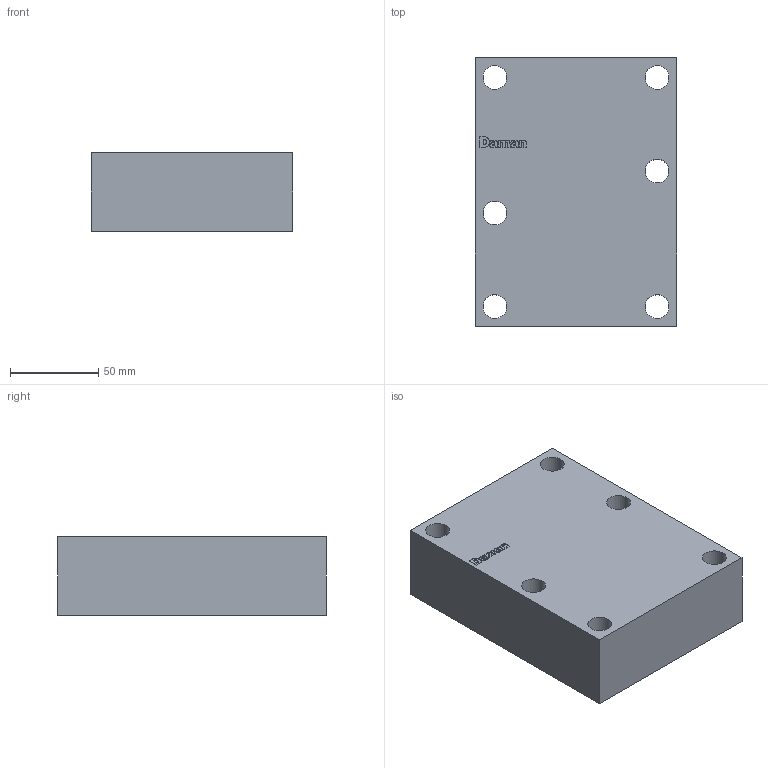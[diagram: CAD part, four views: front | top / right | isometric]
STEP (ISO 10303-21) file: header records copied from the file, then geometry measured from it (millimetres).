
FILE_DESCRIPTION( ( 'STEP AP214' ), ' ' );
FILE_NAME( 'AD08CPS.stp', '2018-07-01T13:36:00', ( '' ), ( '' ), ' ', 'PARTsolutions', ' ' );
FILE_SCHEMA( ( 'AUTOMOTIVE_DESIGN { 1 0 10303 214 1 1 1 1 }' ) );
Length unit declared in the file: inch
Products named in the file (1): _AD08CPS
Bounding box: 114.3 x 152.4 x 44.45 mm (x, y, z)
Volume: 702981.4 mm3; surface area: 73413.9 mm2
Topology: 1 solids, 1 shells, 140 faces, 374 edges, 250 vertices
Faces by surface type: plane 86, cylinder 50, cone 4
Full cylindrical faces by diameter (mm): 6.35 x2, 13.487 x6, 23.012 x2, 25.4 x2, 33.35 x4
Entity records: 5360 total; most frequent: CARTESIAN_POINT 729, DIRECTION 726, ORIENTED_EDGE 688, EDGE_CURVE 344, VERTEX_POINT 244, LINE 244, VECTOR 244, AXIS2_PLACEMENT_3D 241
